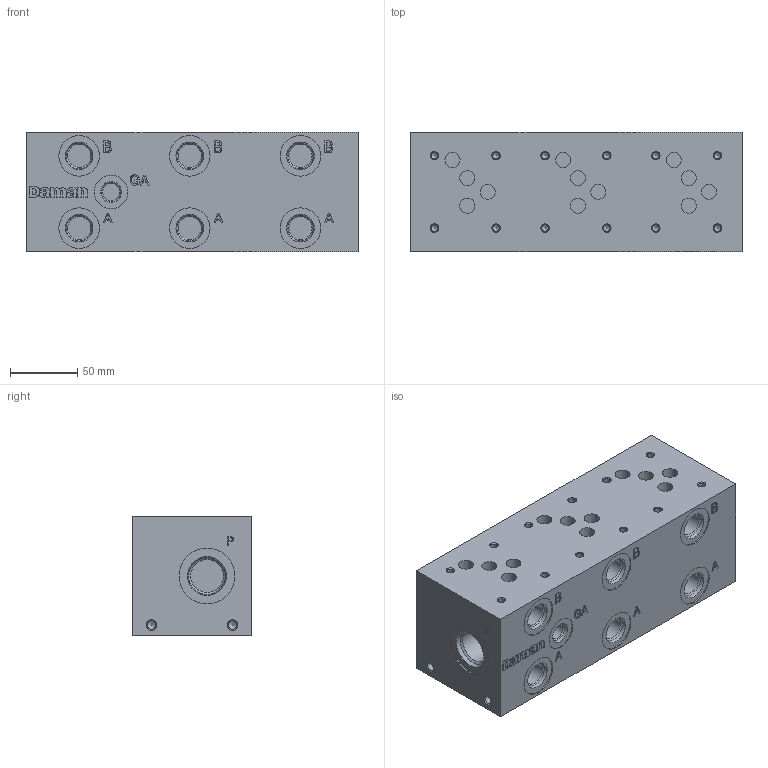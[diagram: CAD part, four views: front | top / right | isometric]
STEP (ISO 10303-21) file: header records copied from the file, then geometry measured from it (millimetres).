
FILE_DESCRIPTION( ( 'STEP AP214' ), ' ' );
FILE_NAME( 'AD05S033S.stp', '2018-07-08T22:38:18', ( '' ), ( '' ), ' ', 'PARTsolutions', ' ' );
FILE_SCHEMA( ( 'AUTOMOTIVE_DESIGN { 1 0 10303 214 1 1 1 1 }' ) );
Length unit declared in the file: inch
Products named in the file (1): _AD05S033S
Bounding box: 247.65 x 88.9 x 88.9 mm (x, y, z)
Volume: 1879745.4 mm3; surface area: 123862.6 mm2
Topology: 1 solids, 1 shells, 378 faces, 906 edges, 588 vertices
Faces by surface type: plane 227, cylinder 101, cone 50
Full cylindrical faces by diameter (mm): 4.976 x12, 6.411 x4, 11.201 x12, 12.761 x1, 17.33 x6, 24.696 x2, 25.019 x1, 30.251 x6, 41.453 x1
Entity records: 13369 total; most frequent: DIRECTION 1787, CARTESIAN_POINT 1758, ORIENTED_EDGE 1586, EDGE_CURVE 793, AXIS2_PLACEMENT_3D 615, VERTEX_POINT 586, LINE 557, VECTOR 557
